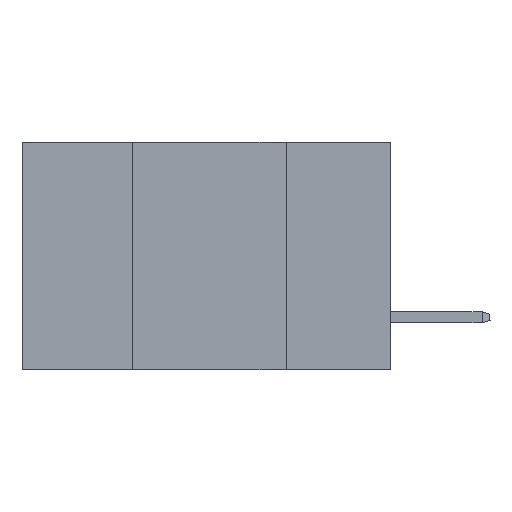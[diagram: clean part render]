
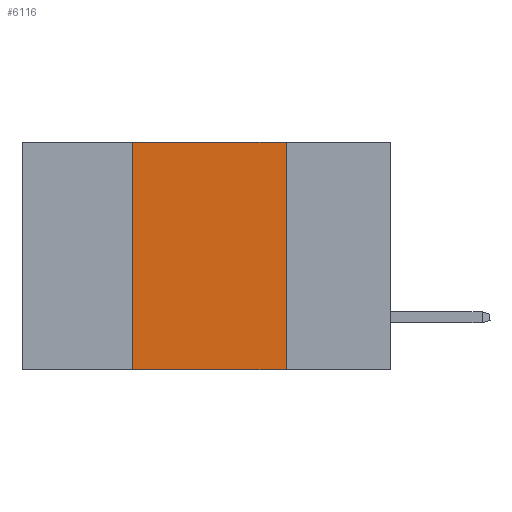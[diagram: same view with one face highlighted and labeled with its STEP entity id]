
A CAD part, left-side view. The second image highlights one B-rep face of the part: STEP entity #6116.
In plain terms, the highlighted planar face has unit normal (-1, 0, 0).
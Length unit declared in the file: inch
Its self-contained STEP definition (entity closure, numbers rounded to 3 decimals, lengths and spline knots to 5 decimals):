
#843 = VERTEX_POINT ( 'NONE', #9872 ) ;
#1492 = ORIENTED_EDGE ( 'NONE', *, *, #11699, .F. ) ;
#1870 = VERTEX_POINT ( 'NONE', #3765 ) ;
#2547 = AXIS2_PLACEMENT_3D ( 'NONE', #7556, #5422, #3189 ) ;
#3101 = PLANE ( 'NONE',  #2547 ) ;
#3189 = DIRECTION ( 'NONE',  ( 0., 0., -1. ) ) ;
#3341 = DIRECTION ( 'NONE',  ( 0., 0., 1. ) ) ;
#3443 = CARTESIAN_POINT ( 'NONE',  ( 0., 0.42, 0. ) ) ;
#3765 = CARTESIAN_POINT ( 'NONE',  ( 0., 0.42, -0.37 ) ) ;
#3847 = VECTOR ( 'NONE', #7302, 39.37008 ) ;
#4178 = ORIENTED_EDGE ( 'NONE', *, *, #9431, .F. ) ;
#5335 = VERTEX_POINT ( 'NONE', #10745 ) ;
#5422 = DIRECTION ( 'NONE',  ( 1., 0., 0. ) ) ;
#5692 = DIRECTION ( 'NONE',  ( 0., 0., -1. ) ) ;
#5942 = VECTOR ( 'NONE', #3341, 39.37008 ) ;
#6116 = ADVANCED_FACE ( 'NONE', ( #13846 ), #3101, .F. ) ;
#6309 = EDGE_CURVE ( 'NONE', #1870, #5335, #12794, .T. ) ;
#6785 = LINE ( 'NONE', #8456, #3847 ) ;
#6799 = ORIENTED_EDGE ( 'NONE', *, *, #6309, .T. ) ;
#7302 = DIRECTION ( 'NONE',  ( 0., -1., 0. ) ) ;
#7556 = CARTESIAN_POINT ( 'NONE',  ( 0., 0.6, 0. ) ) ;
#8456 = CARTESIAN_POINT ( 'NONE',  ( 0., 0.6, 0. ) ) ;
#8580 = VECTOR ( 'NONE', #14337, 39.37008 ) ;
#8582 = LINE ( 'NONE', #3443, #5942 ) ;
#8772 = ORIENTED_EDGE ( 'NONE', *, *, #12005, .F. ) ;
#9431 = EDGE_CURVE ( 'NONE', #11617, #5335, #9895, .T. ) ;
#9872 = CARTESIAN_POINT ( 'NONE',  ( 0., 0.42, 0. ) ) ;
#9895 = LINE ( 'NONE', #13596, #13743 ) ;
#10009 = EDGE_LOOP ( 'NONE', ( #4178, #8772, #1492, #6799 ) ) ;
#10745 = CARTESIAN_POINT ( 'NONE',  ( 0., 0.17, -0.37 ) ) ;
#11218 = CARTESIAN_POINT ( 'NONE',  ( 0., 0.17, 0. ) ) ;
#11617 = VERTEX_POINT ( 'NONE', #11218 ) ;
#11699 = EDGE_CURVE ( 'NONE', #1870, #843, #8582, .T. ) ;
#12005 = EDGE_CURVE ( 'NONE', #843, #11617, #6785, .T. ) ;
#12470 = CARTESIAN_POINT ( 'NONE',  ( 0., 0.6, -0.37 ) ) ;
#12794 = LINE ( 'NONE', #12470, #8580 ) ;
#13596 = CARTESIAN_POINT ( 'NONE',  ( 0., 0.17, 0. ) ) ;
#13743 = VECTOR ( 'NONE', #5692, 39.37008 ) ;
#13846 = FACE_OUTER_BOUND ( 'NONE', #10009, .T. ) ;
#14337 = DIRECTION ( 'NONE',  ( 0., -1., 0. ) ) ;
